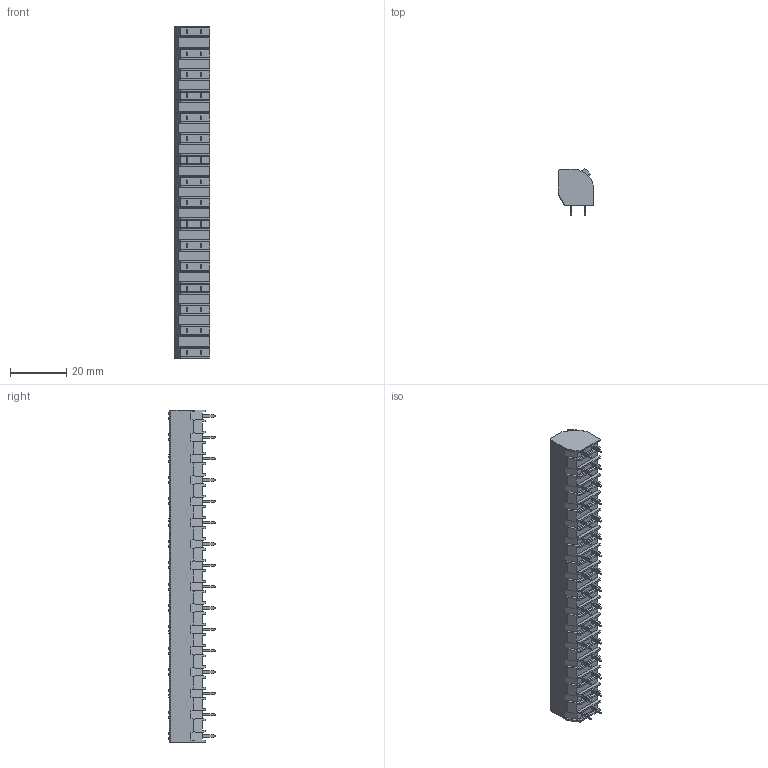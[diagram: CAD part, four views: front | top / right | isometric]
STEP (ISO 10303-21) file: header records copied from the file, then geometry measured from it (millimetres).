
FILE_DESCRIPTION((''),'2;1');
FILE_NAME('TLM-004AT-7_62-XXP-X','2024-09-29T',('sj'),(''),'PRO/ENGINEER BY PARAMETRIC TECHNOLOGY CORPORATION, 2015240','PRO/ENGINEER BY PARAMETRIC TECHNOLOGY CORPORATION, 2015240','');
FILE_SCHEMA(('CONFIG_CONTROL_DESIGN','SHAPE_APPEARANCE_LAYERS_GROUPS'));
Length unit declared in the file: millimetre
Products named in the file (1): TLM-004AT-7_62-XXP-X
Bounding box: 12.7 x 16.72 x 118.5 mm (x, y, z)
Volume: 15479.1 mm3; surface area: 8409.1 mm2
Topology: 1 solids, 1 shells, 1491 faces, 4165 edges, 2756 vertices
Faces by surface type: plane 1345, cylinder 146
Entity records: 47269 total; most frequent: CARTESIAN_POINT 8960, ORIENTED_EDGE 8330, DIRECTION 7247, EDGE_CURVE 4165, VECTOR 3681, LINE 3681, VERTEX_POINT 2756, AXIS2_PLACEMENT_3D 1783
